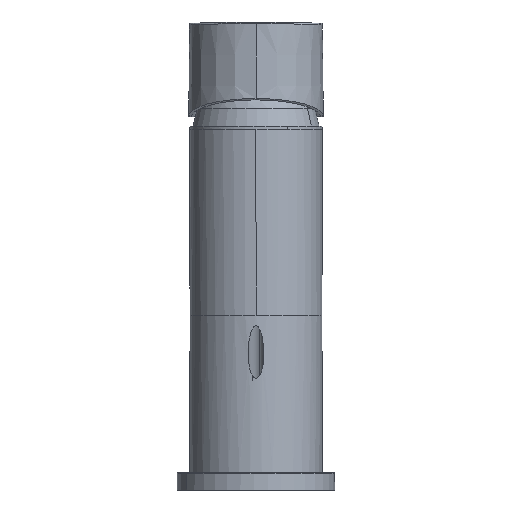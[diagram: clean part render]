
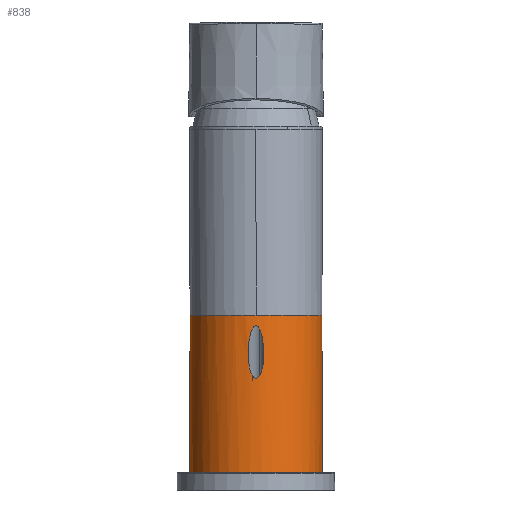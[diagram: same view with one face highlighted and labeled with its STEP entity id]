
A CAD part, left-side view. The second image highlights one B-rep face of the part: STEP entity #838.
In plain terms, the highlighted cylindrical face has radius 21 mm (diameter 42 mm), a partial arc.
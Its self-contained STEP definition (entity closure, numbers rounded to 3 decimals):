
#382=CARTESIAN_POINT('Axis2P3D Location',(0.,0.,55.)) ;
#387=CARTESIAN_POINT('Line Origine',(18.429,10.068,25.)) ;
#391=CARTESIAN_POINT('Vertex',(18.429,10.068,0.)) ;
#393=CARTESIAN_POINT('Vertex',(18.429,10.068,50.)) ;
#396=CARTESIAN_POINT('Axis2P3D Location',(0.,0.,50.)) ;
#400=CARTESIAN_POINT('Vertex',(-21.,0.,50.)) ;
#450=CARTESIAN_POINT('Axis2P3D Location',(0.,0.,50.)) ;
#454=CARTESIAN_POINT('Vertex',(18.429,-10.068,50.)) ;
#457=CARTESIAN_POINT('Line Origine',(18.429,-10.068,25.)) ;
#461=CARTESIAN_POINT('Vertex',(18.429,-10.068,0.)) ;
#745=CARTESIAN_POINT('Axis2P3D Location',(0.,0.,0.)) ;
#758=CARTESIAN_POINT('Control Point',(-20.966,-1.199,45.487)) ;
#759=CARTESIAN_POINT('Control Point',(-20.973,-1.077,45.729)) ;
#760=CARTESIAN_POINT('Control Point',(-20.98,-0.941,45.964)) ;
#761=CARTESIAN_POINT('Control Point',(-20.986,-0.788,46.181)) ;
#762=CARTESIAN_POINT('Control Point',(-20.996,-0.517,46.477)) ;
#763=CARTESIAN_POINT('Control Point',(-21.,-0.157,46.608)) ;
#764=CARTESIAN_POINT('Control Point',(-21.,-0.047,46.626)) ;
#765=CARTESIAN_POINT('Control Point',(-21.,0.193,46.611)) ;
#766=CARTESIAN_POINT('Control Point',(-20.996,0.41,46.504)) ;
#767=CARTESIAN_POINT('Control Point',(-20.994,0.517,46.425)) ;
#768=CARTESIAN_POINT('Control Point',(-20.986,0.791,46.176)) ;
#769=CARTESIAN_POINT('Control Point',(-20.977,0.999,45.867)) ;
#770=CARTESIAN_POINT('Control Point',(-20.971,1.119,45.659)) ;
#771=CARTESIAN_POINT('Control Point',(-20.96,1.311,45.272)) ;
#772=CARTESIAN_POINT('Control Point',(-20.949,1.47,44.87)) ;
#773=CARTESIAN_POINT('Control Point',(-20.944,1.536,44.691)) ;
#774=CARTESIAN_POINT('Control Point',(-20.925,1.789,43.941)) ;
#775=CARTESIAN_POINT('Control Point',(-20.907,1.975,43.17)) ;
#776=CARTESIAN_POINT('Control Point',(-20.896,2.094,42.581)) ;
#777=CARTESIAN_POINT('Control Point',(-20.878,2.261,41.564)) ;
#778=CARTESIAN_POINT('Control Point',(-20.866,2.373,40.54)) ;
#779=CARTESIAN_POINT('Control Point',(-20.861,2.412,40.112)) ;
#780=CARTESIAN_POINT('Control Point',(-20.851,2.501,38.843)) ;
#781=CARTESIAN_POINT('Control Point',(-20.848,2.518,37.571)) ;
#782=CARTESIAN_POINT('Control Point',(-20.851,2.498,36.729)) ;
#783=CARTESIAN_POINT('Control Point',(-20.86,2.426,35.581)) ;
#784=CARTESIAN_POINT('Control Point',(-20.876,2.276,34.441)) ;
#785=CARTESIAN_POINT('Control Point',(-20.881,2.229,34.137)) ;
#786=CARTESIAN_POINT('Control Point',(-20.892,2.131,33.576)) ;
#787=CARTESIAN_POINT('Control Point',(-20.904,2.007,33.02)) ;
#788=CARTESIAN_POINT('Control Point',(-20.91,1.943,32.767)) ;
#789=CARTESIAN_POINT('Control Point',(-20.924,1.792,32.226)) ;
#790=CARTESIAN_POINT('Control Point',(-20.939,1.602,31.698)) ;
#791=CARTESIAN_POINT('Control Point',(-20.948,1.486,31.422)) ;
#792=CARTESIAN_POINT('Control Point',(-20.957,1.355,31.151)) ;
#793=CARTESIAN_POINT('Control Point',(-20.966,1.199,30.895)) ;
#794=CARTESIAN_POINT('Vertex',(-20.966,-1.199,45.487)) ;
#796=CARTESIAN_POINT('Vertex',(-20.966,1.199,30.895)) ;
#800=CARTESIAN_POINT('Control Point',(-20.966,1.199,30.895)) ;
#801=CARTESIAN_POINT('Control Point',(-20.973,1.077,30.697)) ;
#802=CARTESIAN_POINT('Control Point',(-20.98,0.941,30.507)) ;
#803=CARTESIAN_POINT('Control Point',(-20.987,0.782,30.325)) ;
#804=CARTESIAN_POINT('Control Point',(-20.997,0.457,30.056)) ;
#805=CARTESIAN_POINT('Control Point',(-21.001,0.052,29.96)) ;
#806=CARTESIAN_POINT('Control Point',(-21.001,-0.133,29.97)) ;
#807=CARTESIAN_POINT('Control Point',(-20.996,-0.496,30.09)) ;
#808=CARTESIAN_POINT('Control Point',(-20.986,-0.788,30.341)) ;
#809=CARTESIAN_POINT('Control Point',(-20.98,-0.925,30.494)) ;
#810=CARTESIAN_POINT('Control Point',(-20.964,-1.245,30.923)) ;
#811=CARTESIAN_POINT('Control Point',(-20.948,-1.482,31.406)) ;
#812=CARTESIAN_POINT('Control Point',(-20.939,-1.61,31.713)) ;
#813=CARTESIAN_POINT('Control Point',(-20.914,-1.909,32.56)) ;
#814=CARTESIAN_POINT('Control Point',(-20.894,-2.112,33.436)) ;
#815=CARTESIAN_POINT('Control Point',(-20.883,-2.215,33.992)) ;
#816=CARTESIAN_POINT('Control Point',(-20.868,-2.352,34.942)) ;
#817=CARTESIAN_POINT('Control Point',(-20.858,-2.435,35.897)) ;
#818=CARTESIAN_POINT('Control Point',(-20.855,-2.461,36.291)) ;
#819=CARTESIAN_POINT('Control Point',(-20.849,-2.516,37.494)) ;
#820=CARTESIAN_POINT('Control Point',(-20.85,-2.503,38.7)) ;
#821=CARTESIAN_POINT('Control Point',(-20.855,-2.467,39.511)) ;
#822=CARTESIAN_POINT('Control Point',(-20.866,-2.375,40.654)) ;
#823=CARTESIAN_POINT('Control Point',(-20.883,-2.218,41.79)) ;
#824=CARTESIAN_POINT('Control Point',(-20.888,-2.166,42.121)) ;
#825=CARTESIAN_POINT('Control Point',(-20.899,-2.056,42.742)) ;
#826=CARTESIAN_POINT('Control Point',(-20.912,-1.921,43.359)) ;
#827=CARTESIAN_POINT('Control Point',(-20.918,-1.851,43.646)) ;
#828=CARTESIAN_POINT('Control Point',(-20.931,-1.703,44.196)) ;
#829=CARTESIAN_POINT('Control Point',(-20.945,-1.522,44.736)) ;
#830=CARTESIAN_POINT('Control Point',(-20.952,-1.427,44.991)) ;
#831=CARTESIAN_POINT('Control Point',(-20.959,-1.321,45.243)) ;
#832=CARTESIAN_POINT('Control Point',(-20.966,-1.199,45.487)) ;
#389=VECTOR('Line Direction',#388,1.) ;
#459=VECTOR('Line Direction',#458,1.) ;
#383=DIRECTION('Axis2P3D Direction',(0.,0.,1.)) ;
#384=DIRECTION('Axis2P3D XDirection',(1.,0.,0.)) ;
#388=DIRECTION('Vector Direction',(0.,0.,1.)) ;
#397=DIRECTION('Axis2P3D Direction',(0.,0.,1.)) ;
#451=DIRECTION('Axis2P3D Direction',(0.,0.,1.)) ;
#458=DIRECTION('Vector Direction',(0.,0.,1.)) ;
#746=DIRECTION('Axis2P3D Direction',(0.,0.,1.)) ;
#385=AXIS2_PLACEMENT_3D('Cylinder Axis2P3D',#382,#383,#384) ;
#398=AXIS2_PLACEMENT_3D('Circle Axis2P3D',#396,#397,$) ;
#452=AXIS2_PLACEMENT_3D('Circle Axis2P3D',#450,#451,$) ;
#747=AXIS2_PLACEMENT_3D('Circle Axis2P3D',#745,#746,$) ;
#390=LINE('Line',#387,#389) ;
#460=LINE('Line',#457,#459) ;
#399=CIRCLE('generated circle',#398,21.) ;
#453=CIRCLE('generated circle',#452,21.) ;
#748=CIRCLE('generated circle',#747,21.) ;
#386=CYLINDRICAL_SURFACE('generated cylinder',#385,21.) ;
#837=FACE_BOUND('',#834,.T.) ;
#395=EDGE_CURVE('',#392,#394,#390,.T.) ;
#402=EDGE_CURVE('',#394,#401,#399,.T.) ;
#456=EDGE_CURVE('',#401,#455,#453,.T.) ;
#463=EDGE_CURVE('',#462,#455,#460,.T.) ;
#749=EDGE_CURVE('',#462,#392,#748,.F.) ;
#798=EDGE_CURVE('',#795,#797,#757,.T.) ;
#833=EDGE_CURVE('',#797,#795,#799,.T.) ;
#751=ORIENTED_EDGE('',*,*,#463,.T.) ;
#752=ORIENTED_EDGE('',*,*,#456,.F.) ;
#753=ORIENTED_EDGE('',*,*,#402,.F.) ;
#754=ORIENTED_EDGE('',*,*,#395,.F.) ;
#755=ORIENTED_EDGE('',*,*,#749,.F.) ;
#835=ORIENTED_EDGE('',*,*,#798,.F.) ;
#836=ORIENTED_EDGE('',*,*,#833,.F.) ;
#750=EDGE_LOOP('',(#751,#752,#753,#754,#755)) ;
#834=EDGE_LOOP('',(#835,#836)) ;
#392=VERTEX_POINT('',#391) ;
#394=VERTEX_POINT('',#393) ;
#401=VERTEX_POINT('',#400) ;
#455=VERTEX_POINT('',#454) ;
#462=VERTEX_POINT('',#461) ;
#795=VERTEX_POINT('',#794) ;
#797=VERTEX_POINT('',#796) ;
#838=ADVANCED_FACE('P33404.1\\PartBody',(#756,#837),#386,.T.) ;
#757=B_SPLINE_CURVE_WITH_KNOTS('',5,(#758,#759,#760,#761,#762,#763,#764,#765,#766,#767,#768,#769,#770,#771,#772,#773,#774,#775,#776,#777,#778,#779,#780,#781,#782,#783,#784,#785,#786,#787,#788,#789,#790,#791,#792,#793),.UNSPECIFIED.,.F.,.U.,(6,3,3,3,3,3,3,3,3,3,3,6),(0.,1.914,2.679,3.586,5.287,6.639,10.885,13.925,19.876,22.052,23.901,26.02),.UNSPECIFIED.) ;
#799=B_SPLINE_CURVE_WITH_KNOTS('',5,(#800,#801,#802,#803,#804,#805,#806,#807,#808,#809,#810,#811,#812,#813,#814,#815,#816,#817,#818,#819,#820,#821,#822,#823,#824,#825,#826,#827,#828,#829,#830,#831,#832),.UNSPECIFIED.,.F.,.U.,(6,3,3,3,3,3,3,3,3,3,6),(0.,1.648,2.885,4.311,6.664,10.659,13.444,19.179,21.548,23.642,25.575),.UNSPECIFIED.) ;
#756=FACE_OUTER_BOUND('',#750,.T.) ;
